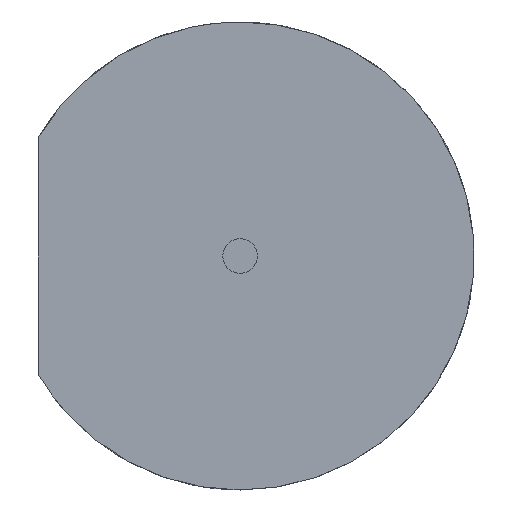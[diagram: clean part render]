
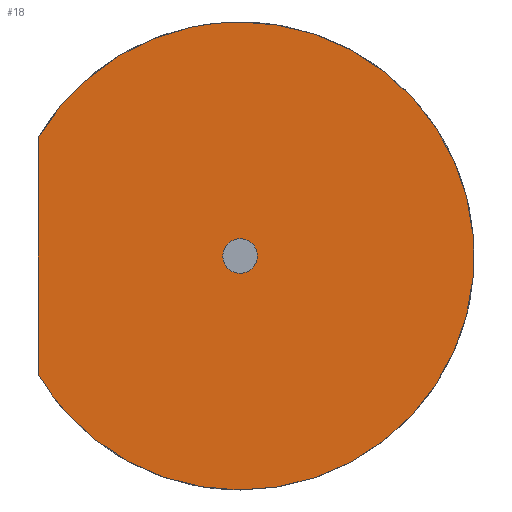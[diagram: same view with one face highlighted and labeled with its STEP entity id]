
A CAD part, front view. The second image highlights one B-rep face of the part: STEP entity #18.
In plain terms, the highlighted planar face has unit normal (0, -1, 0).
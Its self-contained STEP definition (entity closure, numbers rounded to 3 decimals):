
#15=FACE_BOUND('',#37,.T.);
#18=ADVANCED_FACE('',(#27,#15),#128,.T.);
#27=FACE_OUTER_BOUND('',#36,.T.);
#36=EDGE_LOOP('',(#52,#53,#54));
#37=EDGE_LOOP('',(#55,#56));
#52=ORIENTED_EDGE('',*,*,#80,.F.);
#53=ORIENTED_EDGE('',*,*,#91,.F.);
#54=ORIENTED_EDGE('',*,*,#90,.F.);
#55=ORIENTED_EDGE('',*,*,#97,.F.);
#56=ORIENTED_EDGE('',*,*,#86,.F.);
#80=EDGE_CURVE('',#116,#121,#103,.T.);
#86=EDGE_CURVE('',#120,#127,#108,.T.);
#90=EDGE_CURVE('',#121,#124,#102,.T.);
#91=EDGE_CURVE('',#124,#116,#109,.T.);
#97=EDGE_CURVE('',#127,#120,#115,.T.);
#102=B_SPLINE_CURVE_WITH_KNOTS('',1,(#314,#315),.UNSPECIFIED.,.F.,.F.,(2,
2),(14.236,31.308),.UNSPECIFIED.);
#103=(
BOUNDED_CURVE()
B_SPLINE_CURVE(2,(#270,#271,#272,#273,#274,#275,#276,#277,#278),
 .UNSPECIFIED.,.F.,.F.)
B_SPLINE_CURVE_WITH_KNOTS((3,2,2,2,3),(0.,17.654,35.309,
52.963,70.618),.UNSPECIFIED.)
CURVE()
GEOMETRIC_REPRESENTATION_ITEM()
RATIONAL_B_SPLINE_CURVE((1.,0.866,1.,0.866,1.,0.866,
1.,0.866,1.))
REPRESENTATION_ITEM('')
);
#108=(
BOUNDED_CURVE()
B_SPLINE_CURVE(2,(#294,#295,#296,#297,#298),.UNSPECIFIED.,.F.,.F.)
B_SPLINE_CURVE_WITH_KNOTS((3,2,3),(0.,1.963,3.927),
 .UNSPECIFIED.)
CURVE()
GEOMETRIC_REPRESENTATION_ITEM()
RATIONAL_B_SPLINE_CURVE((1.,0.707,1.,0.707,1.))
REPRESENTATION_ITEM('')
);
#109=(
BOUNDED_CURVE()
B_SPLINE_CURVE(2,(#316,#317,#318),.UNSPECIFIED.,.F.,.F.)
B_SPLINE_CURVE_WITH_KNOTS((3,3),(88.516,106.089),
 .UNSPECIFIED.)
CURVE()
GEOMETRIC_REPRESENTATION_ITEM()
RATIONAL_B_SPLINE_CURVE((1.,0.868,1.))
REPRESENTATION_ITEM('')
);
#115=(
BOUNDED_CURVE()
B_SPLINE_CURVE(2,(#337,#338,#339,#340,#341),.UNSPECIFIED.,.F.,.F.)
B_SPLINE_CURVE_WITH_KNOTS((3,2,3),(3.927,5.89,7.854),
 .UNSPECIFIED.)
CURVE()
GEOMETRIC_REPRESENTATION_ITEM()
RATIONAL_B_SPLINE_CURVE((1.,0.707,1.,0.707,1.))
REPRESENTATION_ITEM('')
);
#116=VERTEX_POINT('',#258);
#120=VERTEX_POINT('',#262);
#121=VERTEX_POINT('',#263);
#124=VERTEX_POINT('',#266);
#127=VERTEX_POINT('',#269);
#128=PLANE('',#157);
#157=AXIS2_PLACEMENT_3D('',#202,#163,$);
#163=DIRECTION('',(0.,-1.,0.));
#202=CARTESIAN_POINT('',(-2.602,-2.868,12.4));
#258=CARTESIAN_POINT('',(14.62,-2.868,12.062));
#262=CARTESIAN_POINT('',(15.87,-2.868,-4.823));
#263=CARTESIAN_POINT('',(0.052,-2.868,-13.358));
#266=CARTESIAN_POINT('',(0.052,-2.868,3.714));
#269=CARTESIAN_POINT('',(13.37,-2.868,-4.823));
#270=CARTESIAN_POINT('',(14.62,-2.868,12.062));
#271=CARTESIAN_POINT('',(24.35,-2.868,12.062));
#272=CARTESIAN_POINT('',(29.229,-2.868,3.643));
#273=CARTESIAN_POINT('',(34.107,-2.868,-4.775));
#274=CARTESIAN_POINT('',(29.269,-2.868,-13.218));
#275=CARTESIAN_POINT('',(24.431,-2.868,-21.66));
#276=CARTESIAN_POINT('',(14.701,-2.868,-21.707));
#277=CARTESIAN_POINT('',(4.971,-2.868,-21.753));
#278=CARTESIAN_POINT('',(0.052,-2.868,-13.358));
#294=CARTESIAN_POINT('',(15.87,-2.868,-4.823));
#295=CARTESIAN_POINT('',(15.87,-2.868,-3.573));
#296=CARTESIAN_POINT('',(14.62,-2.868,-3.573));
#297=CARTESIAN_POINT('',(13.37,-2.868,-3.573));
#298=CARTESIAN_POINT('',(13.37,-2.868,-4.823));
#314=CARTESIAN_POINT('',(0.052,-2.868,-13.358));
#315=CARTESIAN_POINT('',(0.052,-2.868,3.714));
#316=CARTESIAN_POINT('',(0.052,-2.868,3.714));
#317=CARTESIAN_POINT('',(4.944,-2.868,12.062));
#318=CARTESIAN_POINT('',(14.62,-2.868,12.062));
#337=CARTESIAN_POINT('',(13.37,-2.868,-4.823));
#338=CARTESIAN_POINT('',(13.37,-2.868,-6.073));
#339=CARTESIAN_POINT('',(14.62,-2.868,-6.073));
#340=CARTESIAN_POINT('',(15.87,-2.868,-6.073));
#341=CARTESIAN_POINT('',(15.87,-2.868,-4.823));
